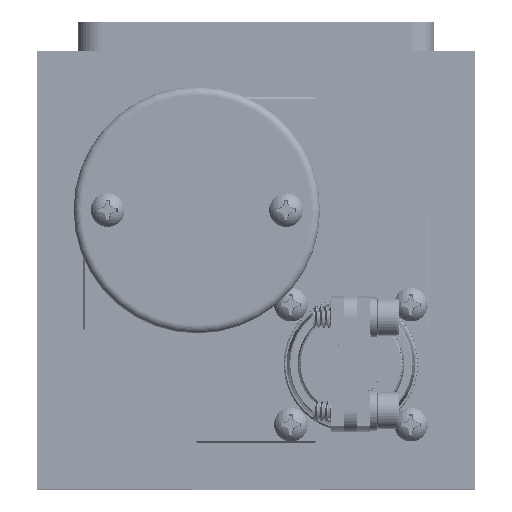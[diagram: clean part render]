
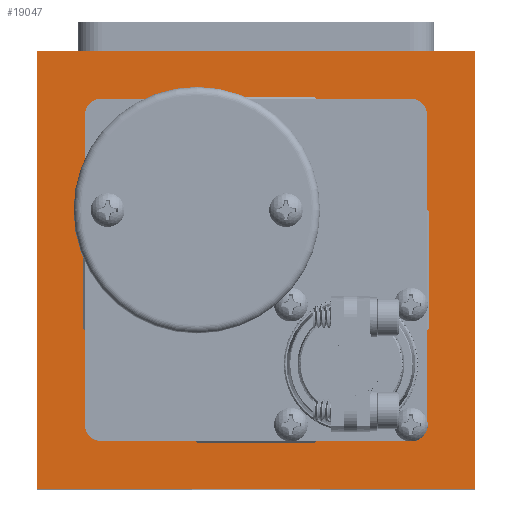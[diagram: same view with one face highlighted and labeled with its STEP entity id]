
A CAD part, top view. The second image highlights one B-rep face of the part: STEP entity #19047.
In plain terms, the highlighted planar face has unit normal (0, 0, 1).
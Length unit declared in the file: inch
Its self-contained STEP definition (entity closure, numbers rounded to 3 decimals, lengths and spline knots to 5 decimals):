
#10165 = DIRECTION ( 'NONE',  ( 1., 0., 0. ) ) ;
#11625 = VECTOR ( 'NONE', #14273, 39.37008 ) ;
#14273 = DIRECTION ( 'NONE',  ( 0., 1., 0. ) ) ;
#19047 = ADVANCED_FACE ( 'NONE', ( #292605 ), #324852, .T. ) ;
#21136 = VERTEX_POINT ( 'NONE', #352151 ) ;
#44152 = LINE ( 'NONE', #257544, #316062 ) ;
#46163 = VERTEX_POINT ( 'NONE', #392989 ) ;
#48844 = CARTESIAN_POINT ( 'NONE',  ( -1.35, -1.35, 0. ) ) ;
#74564 = CARTESIAN_POINT ( 'NONE',  ( 0., 0., 0. ) ) ;
#99529 = LINE ( 'NONE', #232852, #260680 ) ;
#115341 = CARTESIAN_POINT ( 'NONE',  ( 1.35, -1.35, 0. ) ) ;
#147510 = LINE ( 'NONE', #115341, #183950 ) ;
#180163 = DIRECTION ( 'NONE',  ( 0., 0., 1. ) ) ;
#183950 = VECTOR ( 'NONE', #395429, 39.37008 ) ;
#192289 = CARTESIAN_POINT ( 'NONE',  ( -1.35, 1.35, 0. ) ) ;
#218893 = EDGE_LOOP ( 'NONE', ( #346388, #291131, #408327, #352237 ) ) ;
#232852 = CARTESIAN_POINT ( 'NONE',  ( 1.35, 1.35, 0. ) ) ;
#257544 = CARTESIAN_POINT ( 'NONE',  ( 1.35, -1.35, 0. ) ) ;
#260680 = VECTOR ( 'NONE', #411825, 39.37008 ) ;
#270131 = CARTESIAN_POINT ( 'NONE',  ( 1.35, 1.35, 0. ) ) ;
#284135 = EDGE_CURVE ( 'NONE', #46163, #285349, #395401, .T. ) ;
#285349 = VERTEX_POINT ( 'NONE', #192289 ) ;
#291131 = ORIENTED_EDGE ( 'NONE', *, *, #370087, .F. ) ;
#292605 = FACE_OUTER_BOUND ( 'NONE', #218893, .T. ) ;
#294295 = DIRECTION ( 'NONE',  ( -1., 0., 0. ) ) ;
#302765 = EDGE_CURVE ( 'NONE', #368828, #21136, #147510, .T. ) ;
#316062 = VECTOR ( 'NONE', #294295, 39.37008 ) ;
#324852 = PLANE ( 'NONE',  #335095 ) ;
#335095 = AXIS2_PLACEMENT_3D ( 'NONE', #74564, #180163, #10165 ) ;
#346388 = ORIENTED_EDGE ( 'NONE', *, *, #284135, .F. ) ;
#352151 = CARTESIAN_POINT ( 'NONE',  ( 1.35, -1.35, 0. ) ) ;
#352237 = ORIENTED_EDGE ( 'NONE', *, *, #392780, .F. ) ;
#368828 = VERTEX_POINT ( 'NONE', #270131 ) ;
#370087 = EDGE_CURVE ( 'NONE', #21136, #46163, #44152, .T. ) ;
#392780 = EDGE_CURVE ( 'NONE', #285349, #368828, #99529, .T. ) ;
#392989 = CARTESIAN_POINT ( 'NONE',  ( -1.35, -1.35, 0. ) ) ;
#395401 = LINE ( 'NONE', #48844, #11625 ) ;
#395429 = DIRECTION ( 'NONE',  ( 0., -1., 0. ) ) ;
#408327 = ORIENTED_EDGE ( 'NONE', *, *, #302765, .F. ) ;
#411825 = DIRECTION ( 'NONE',  ( 1., 0., 0. ) ) ;
